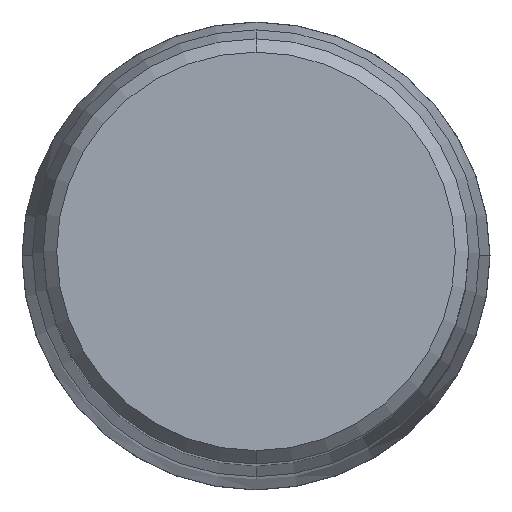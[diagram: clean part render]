
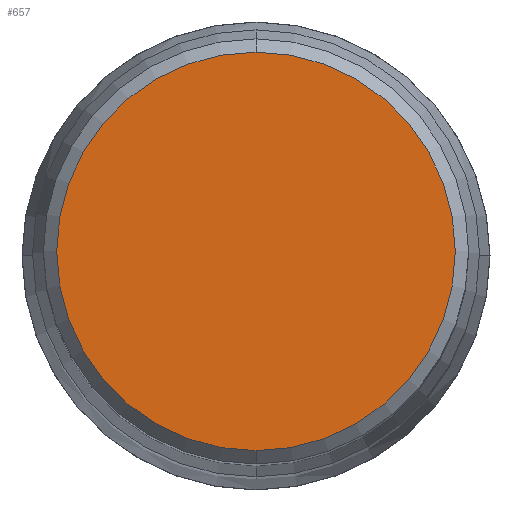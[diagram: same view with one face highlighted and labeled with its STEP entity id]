
A CAD part, top view. The second image highlights one B-rep face of the part: STEP entity #657.
In plain terms, the highlighted planar face has unit normal (0, 0, 1).
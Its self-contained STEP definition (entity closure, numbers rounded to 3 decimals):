
#285=EDGE_CURVE('',#303,#409,#781,.T.);
#303=VERTEX_POINT('',#799);
#409=VERTEX_POINT('',#920);
#559=EDGE_CURVE('',#409,#303,#1084,.T.);
#657=ADVANCED_FACE('',(#1188),#1189,.T.);
#781=CIRCLE('',#1317,15.0);
#799=CARTESIAN_POINT('',(0.0,15.0,0.0));
#920=CARTESIAN_POINT('',(0.,-15.0,0.0));
#1084=CIRCLE('',#1892,15.0);
#1188=FACE_OUTER_BOUND('',#2063,.T.);
#1189=PLANE('',#2064);
#1317=AXIS2_PLACEMENT_3D('',#2261,#2262,#2263);
#1892=AXIS2_PLACEMENT_3D('',#2663,#2664,#2665);
#2063=EDGE_LOOP('',(#2780,#2781));
#2064=AXIS2_PLACEMENT_3D('',#2782,#2783,#2784);
#2261=CARTESIAN_POINT('',(0.0,0.0,0.0));
#2262=DIRECTION('',(0.0,0.0,-1.0));
#2263=DIRECTION('',(0.0,1.0,0.0));
#2663=CARTESIAN_POINT('',(0.0,0.0,0.0));
#2664=DIRECTION('',(0.0,0.0,-1.0));
#2665=DIRECTION('',(0.0,1.0,0.0));
#2780=ORIENTED_EDGE('',*,*,#285,.F.);
#2781=ORIENTED_EDGE('',*,*,#559,.F.);
#2782=CARTESIAN_POINT('',(0.0,7.5,0.0));
#2783=DIRECTION('',(-0.0,0.0,1.0));
#2784=DIRECTION('',(0.0,-1.0,0.0));
